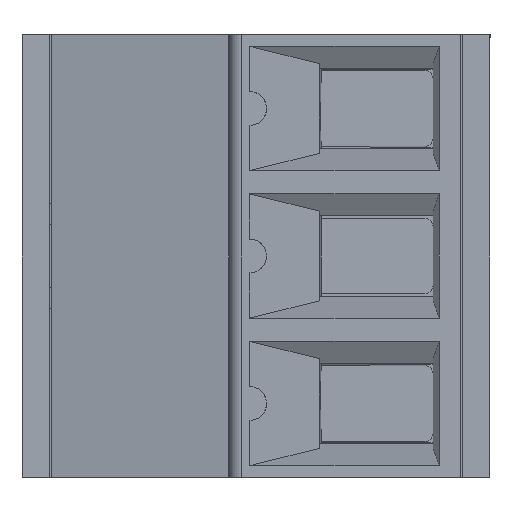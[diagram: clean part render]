
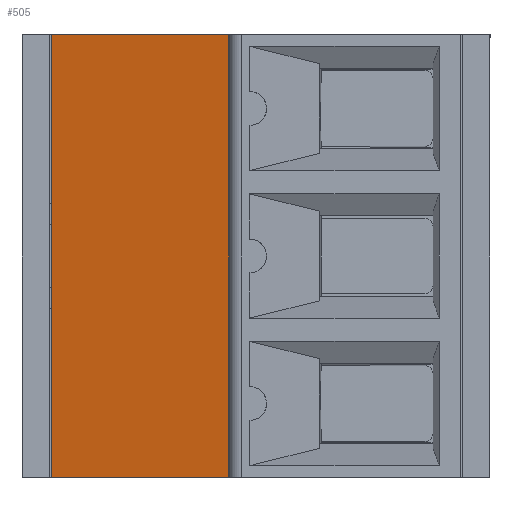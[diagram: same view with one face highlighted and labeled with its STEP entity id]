
A CAD part, left-side view. The second image highlights one B-rep face of the part: STEP entity #505.
In plain terms, the highlighted planar face has unit normal (-0.978, 0.209, 0).
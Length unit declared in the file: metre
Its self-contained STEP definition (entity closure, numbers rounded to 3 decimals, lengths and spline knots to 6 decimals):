
#505=ADVANCED_FACE('',(#1157),#1158,.F.);
#1157=FACE_OUTER_BOUND('',#1954,.T.);
#1158=PLANE('',#1955);
#1954=EDGE_LOOP('',(#3479,#3480,#3481,#3482));
#1955=AXIS2_PLACEMENT_3D('',#3483,#3484,#3485);
#3479=ORIENTED_EDGE('',*,*,#5130,.T.);
#3480=ORIENTED_EDGE('',*,*,#5172,.F.);
#3481=ORIENTED_EDGE('',*,*,#5096,.F.);
#3482=ORIENTED_EDGE('',*,*,#5043,.T.);
#3483=CARTESIAN_POINT('',(-0.001127,0.00671,-0.007867));
#3484=DIRECTION('',(0.978,-0.21,0.));
#3485=DIRECTION('',(0.,0.,1.0));
#5043=EDGE_CURVE('',#6148,#6149,#6150,.T.);
#5096=EDGE_CURVE('',#6148,#6222,#6223,.T.);
#5130=EDGE_CURVE('',#6149,#6282,#6284,.T.);
#5172=EDGE_CURVE('',#6222,#6282,#6344,.T.);
#6148=VERTEX_POINT('',#7797);
#6149=VERTEX_POINT('',#7798);
#6150=LINE('',#7799,#7800);
#6222=VERTEX_POINT('',#7897);
#6223=LINE('',#7898,#7899);
#6282=VERTEX_POINT('',#7984);
#6284=LINE('',#7987,#7988);
#6344=LINE('',#8078,#8079);
#7797=CARTESIAN_POINT('',(-0.000227,0.01091,-0.007867));
#7798=CARTESIAN_POINT('',(-0.001127,0.00671,-0.007867));
#7799=CARTESIAN_POINT('',(-0.001127,0.00671,-0.007867));
#7800=VECTOR('',#9227,1.0);
#7897=CARTESIAN_POINT('',(-0.000227,0.01091,0.002633));
#7898=CARTESIAN_POINT('',(-0.000227,0.01091,-0.007867));
#7899=VECTOR('',#9277,1.0);
#7984=CARTESIAN_POINT('',(-0.001127,0.00671,0.002633));
#7987=CARTESIAN_POINT('',(-0.001127,0.00671,-0.007867));
#7988=VECTOR('',#9314,1.0);
#8078=CARTESIAN_POINT('',(-0.001127,0.00671,0.002633));
#8079=VECTOR('',#9351,1.0);
#9227=DIRECTION('',(-0.21,-0.978,0.));
#9277=DIRECTION('',(0.,0.,1.0));
#9314=DIRECTION('',(0.,0.,1.0));
#9351=DIRECTION('',(-0.21,-0.978,0.));
